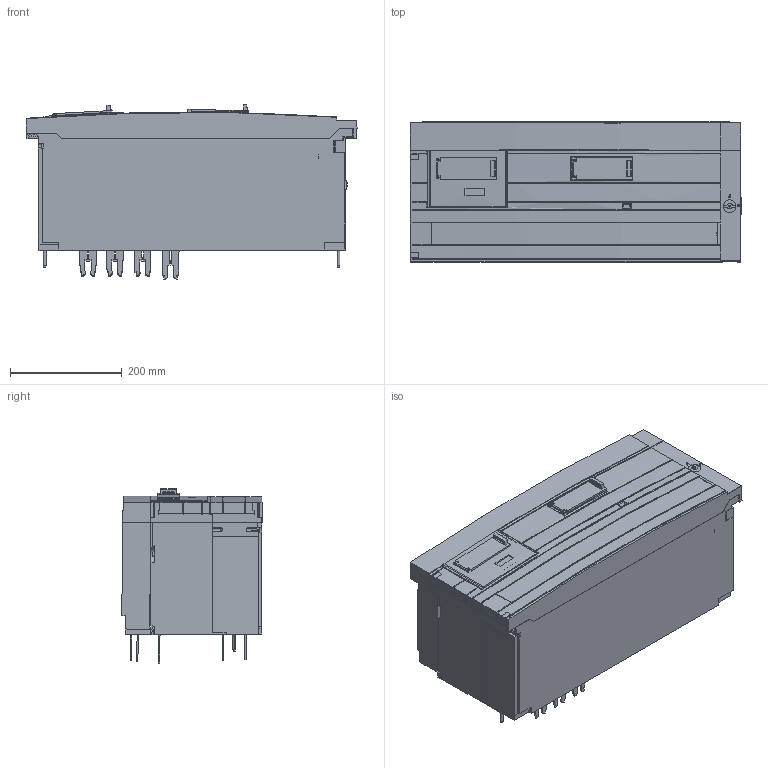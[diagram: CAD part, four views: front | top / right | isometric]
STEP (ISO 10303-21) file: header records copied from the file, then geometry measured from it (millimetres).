
FILE_DESCRIPTION((''),'2;1');
FILE_NAME('PRT0010','2023-10-18T19:00:08',('20724'),(''),'CREO PARAMETRIC BY PTC INC, 2016390','CREO PARAMETRIC BY PTC INC, 2016390','');
FILE_SCHEMA(('AUTOMOTIVE_DESIGN { 1 0 10303 214 1 1 1 1 }'));
Products named in the file (1): PRT0010
Bounding box: 591.5 x 250.68 x 311.06 mm (x, y, z)
Surface area: 1579024.3 mm2 (no closed solid volume)
Topology: 0 solids, 112 shells, 2446 faces, 7720 edges, 5448 vertices
Faces by surface type: plane 1856, cylinder 523, cone 53, torus 8, sphere 3, extrusion 2, bspline 1
Entity records: 110332 total; most frequent: CARTESIAN_POINT 18014, ORIENTED_EDGE 14139, DIRECTION 13257, EDGE_CURVE 7718, PRESENTATION_STYLE_ASSIGNMENT 6539, STYLED_ITEM 6271, VECTOR 6103, LINE 6101
